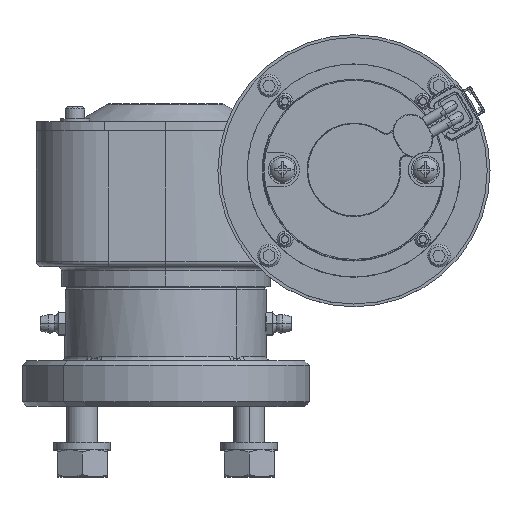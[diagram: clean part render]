
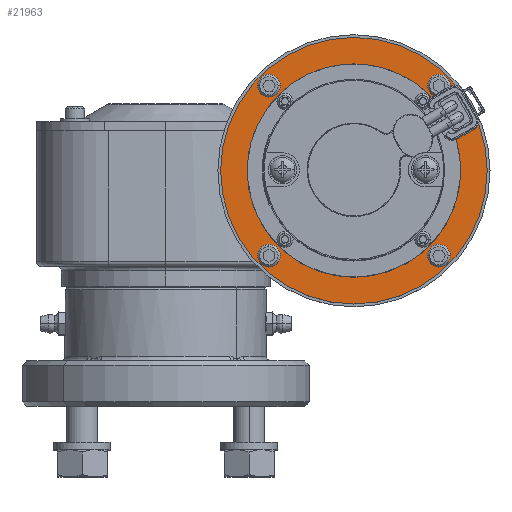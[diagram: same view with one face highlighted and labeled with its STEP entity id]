
A CAD part, top view. The second image highlights one B-rep face of the part: STEP entity #21963.
In plain terms, the highlighted face is planar.
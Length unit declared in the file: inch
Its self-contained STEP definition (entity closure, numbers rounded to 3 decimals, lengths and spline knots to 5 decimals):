
#21146=CARTESIAN_POINT('',(0.32,0.,0.));
#21147=DIRECTION('',(-1.,0.,0.));
#21148=DIRECTION('',(0.,1.,0.));
#21149=AXIS2_PLACEMENT_3D('',#21146,#21147,#21148);
#21151=CARTESIAN_POINT('',(0.32,0.,0.));
#21152=DIRECTION('',(1.,0.,0.));
#21153=DIRECTION('',(0.,1.,0.));
#21154=AXIS2_PLACEMENT_3D('',#21151,#21152,#21153);
#21156=CARTESIAN_POINT('',(0.32,1.17097,-1.17097));
#21157=DIRECTION('',(-1.,0.,0.));
#21158=DIRECTION('',(0.,-1.,0.));
#21159=AXIS2_PLACEMENT_3D('',#21156,#21157,#21158);
#21161=CARTESIAN_POINT('',(0.32,1.17097,-1.17097));
#21162=DIRECTION('',(-1.,0.,0.));
#21163=DIRECTION('',(0.,1.,0.));
#21164=AXIS2_PLACEMENT_3D('',#21161,#21162,#21163);
#21166=CARTESIAN_POINT('',(0.32,1.17097,1.17097));
#21167=DIRECTION('',(-1.,0.,0.));
#21168=DIRECTION('',(0.,0.,-1.));
#21169=AXIS2_PLACEMENT_3D('',#21166,#21167,#21168);
#21171=CARTESIAN_POINT('',(0.32,1.17097,1.17097));
#21172=DIRECTION('',(-1.,0.,0.));
#21173=DIRECTION('',(0.,0.,1.));
#21174=AXIS2_PLACEMENT_3D('',#21171,#21172,#21173);
#21176=CARTESIAN_POINT('',(0.32,-1.17097,1.17097));
#21177=DIRECTION('',(-1.,0.,0.));
#21178=DIRECTION('',(0.,1.,0.));
#21179=AXIS2_PLACEMENT_3D('',#21176,#21177,#21178);
#21181=CARTESIAN_POINT('',(0.32,-1.17097,1.17097));
#21182=DIRECTION('',(-1.,0.,0.));
#21183=DIRECTION('',(0.,-1.,0.));
#21184=AXIS2_PLACEMENT_3D('',#21181,#21182,#21183);
#21186=CARTESIAN_POINT('',(0.32,-1.17097,-1.17097));
#21187=DIRECTION('',(-1.,0.,0.));
#21188=DIRECTION('',(0.,0.,1.));
#21189=AXIS2_PLACEMENT_3D('',#21186,#21187,#21188);
#21191=CARTESIAN_POINT('',(0.32,-1.17097,-1.17097));
#21192=DIRECTION('',(-1.,0.,0.));
#21193=DIRECTION('',(0.,0.,-1.));
#21194=AXIS2_PLACEMENT_3D('',#21191,#21192,#21193);
#21196=CARTESIAN_POINT('',(0.32,0.,0.));
#21197=DIRECTION('',(1.,0.,0.));
#21198=DIRECTION('',(0.,1.,0.));
#21199=AXIS2_PLACEMENT_3D('',#21196,#21197,#21198);
#21205=CARTESIAN_POINT('',(0.32,0.,0.));
#21206=DIRECTION('',(-1.,0.,0.));
#21207=DIRECTION('',(0.,1.,0.));
#21208=AXIS2_PLACEMENT_3D('',#21205,#21206,#21207);
#21754=CARTESIAN_POINT('',(0.32,1.4685,0.));
#21756=VERTEX_POINT('',#21754);
#21759=CARTESIAN_POINT('',(0.32,1.8365,0.));
#21761=VERTEX_POINT('',#21759);
#21762=CARTESIAN_POINT('',(0.32,-1.4685,0.));
#21764=VERTEX_POINT('',#21762);
#21767=CARTESIAN_POINT('',(0.32,-1.8365,0.));
#21769=VERTEX_POINT('',#21767);
#21890=CARTESIAN_POINT('',(0.32,1.06947,-1.17097));
#21891=CARTESIAN_POINT('',(0.32,1.27247,-1.17097));
#21892=VERTEX_POINT('',#21890);
#21893=VERTEX_POINT('',#21891);
#21898=CARTESIAN_POINT('',(0.32,1.17097,1.06947));
#21899=CARTESIAN_POINT('',(0.32,1.17097,1.27247));
#21900=VERTEX_POINT('',#21898);
#21901=VERTEX_POINT('',#21899);
#21906=CARTESIAN_POINT('',(0.32,-1.06947,1.17097));
#21907=CARTESIAN_POINT('',(0.32,-1.27247,1.17097));
#21908=VERTEX_POINT('',#21906);
#21909=VERTEX_POINT('',#21907);
#21914=CARTESIAN_POINT('',(0.32,-1.17097,-1.06947));
#21915=CARTESIAN_POINT('',(0.32,-1.17097,-1.27247));
#21916=VERTEX_POINT('',#21914);
#21917=VERTEX_POINT('',#21915);
#21922=CARTESIAN_POINT('',(0.32,0.,0.));
#21923=DIRECTION('',(1.,0.,0.));
#21924=DIRECTION('',(0.,-1.,0.));
#21925=AXIS2_PLACEMENT_3D('',#21922,#21923,#21924);
#21926=PLANE('',#21925);
#21928=ORIENTED_EDGE('',*,*,#21927,.T.);
#21930=ORIENTED_EDGE('',*,*,#21929,.F.);
#21931=EDGE_LOOP('',(#21928,#21930));
#21932=FACE_OUTER_BOUND('',#21931,.F.);
#21934=ORIENTED_EDGE('',*,*,#21933,.T.);
#21936=ORIENTED_EDGE('',*,*,#21935,.F.);
#21937=EDGE_LOOP('',(#21934,#21936));
#21938=FACE_BOUND('',#21937,.F.);
#21940=ORIENTED_EDGE('',*,*,#21939,.F.);
#21942=ORIENTED_EDGE('',*,*,#21941,.F.);
#21943=EDGE_LOOP('',(#21940,#21942));
#21944=FACE_BOUND('',#21943,.F.);
#21946=ORIENTED_EDGE('',*,*,#21945,.F.);
#21948=ORIENTED_EDGE('',*,*,#21947,.F.);
#21949=EDGE_LOOP('',(#21946,#21948));
#21950=FACE_BOUND('',#21949,.F.);
#21952=ORIENTED_EDGE('',*,*,#21951,.F.);
#21954=ORIENTED_EDGE('',*,*,#21953,.F.);
#21955=EDGE_LOOP('',(#21952,#21954));
#21956=FACE_BOUND('',#21955,.F.);
#21958=ORIENTED_EDGE('',*,*,#21957,.F.);
#21960=ORIENTED_EDGE('',*,*,#21959,.F.);
#21961=EDGE_LOOP('',(#21958,#21960));
#21962=FACE_BOUND('',#21961,.F.);
#21150=CIRCLE('',#21149,1.8365);
#21155=CIRCLE('',#21154,1.8365);
#21160=CIRCLE('',#21159,0.1015);
#21165=CIRCLE('',#21164,0.1015);
#21170=CIRCLE('',#21169,0.1015);
#21175=CIRCLE('',#21174,0.1015);
#21180=CIRCLE('',#21179,0.1015);
#21185=CIRCLE('',#21184,0.1015);
#21190=CIRCLE('',#21189,0.1015);
#21195=CIRCLE('',#21194,0.1015);
#21200=CIRCLE('',#21199,1.4685);
#21209=CIRCLE('',#21208,1.4685);
#21927=EDGE_CURVE('',#21761,#21769,#21150,.T.);
#21929=EDGE_CURVE('',#21761,#21769,#21155,.T.);
#21933=EDGE_CURVE('',#21756,#21764,#21200,.T.);
#21935=EDGE_CURVE('',#21756,#21764,#21209,.T.);
#21939=EDGE_CURVE('',#21892,#21893,#21160,.T.);
#21941=EDGE_CURVE('',#21893,#21892,#21165,.T.);
#21945=EDGE_CURVE('',#21900,#21901,#21170,.T.);
#21947=EDGE_CURVE('',#21901,#21900,#21175,.T.);
#21951=EDGE_CURVE('',#21908,#21909,#21180,.T.);
#21953=EDGE_CURVE('',#21909,#21908,#21185,.T.);
#21957=EDGE_CURVE('',#21916,#21917,#21190,.T.);
#21959=EDGE_CURVE('',#21917,#21916,#21195,.T.);
#21963=ADVANCED_FACE('',(#21932,#21938,#21944,#21950,#21956,#21962),#21926,.T.);
